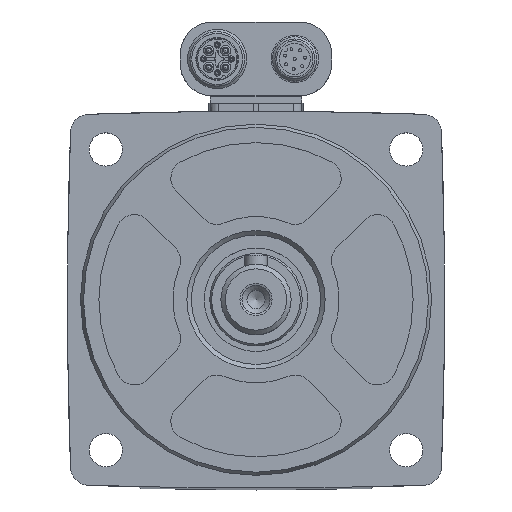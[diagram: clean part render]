
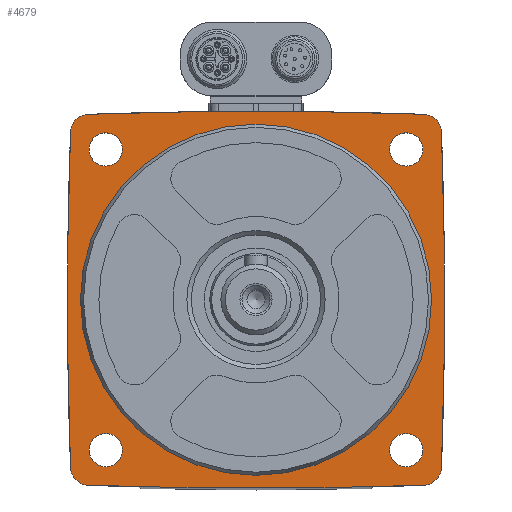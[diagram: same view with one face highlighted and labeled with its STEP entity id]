
A CAD part, top view. The second image highlights one B-rep face of the part: STEP entity #4679.
In plain terms, the highlighted planar face has unit normal (0, 0, 1).
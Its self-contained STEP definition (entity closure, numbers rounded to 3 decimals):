
#879=ORIENTED_EDGE('',*,*,#2211,.T.);
#880=ORIENTED_EDGE('',*,*,#2212,.T.);
#881=ORIENTED_EDGE('',*,*,#2213,.T.);
#882=ORIENTED_EDGE('',*,*,#2214,.T.);
#883=ORIENTED_EDGE('',*,*,#2215,.T.);
#884=ORIENTED_EDGE('',*,*,#2216,.T.);
#885=ORIENTED_EDGE('',*,*,#2217,.T.);
#886=ORIENTED_EDGE('',*,*,#2218,.T.);
#887=ORIENTED_EDGE('',*,*,#2219,.F.);
#888=ORIENTED_EDGE('',*,*,#2220,.F.);
#889=ORIENTED_EDGE('',*,*,#2221,.F.);
#890=ORIENTED_EDGE('',*,*,#2222,.F.);
#891=ORIENTED_EDGE('',*,*,#2223,.F.);
#2211=EDGE_CURVE('',#2877,#2878,#3357,.T.);
#2212=EDGE_CURVE('',#2878,#2879,#3358,.T.);
#2213=EDGE_CURVE('',#2879,#2880,#3359,.T.);
#2214=EDGE_CURVE('',#2880,#2881,#3360,.T.);
#2215=EDGE_CURVE('',#2881,#2882,#3361,.T.);
#2216=EDGE_CURVE('',#2882,#2883,#3362,.T.);
#2217=EDGE_CURVE('',#2883,#2884,#3363,.T.);
#2218=EDGE_CURVE('',#2884,#2877,#3364,.T.);
#2219=EDGE_CURVE('',#2885,#2885,#3365,.T.);
#2220=EDGE_CURVE('',#2886,#2886,#3366,.T.);
#2221=EDGE_CURVE('',#2887,#2887,#3367,.T.);
#2222=EDGE_CURVE('',#2888,#2888,#3368,.T.);
#2223=EDGE_CURVE('',#2889,#2889,#3369,.T.);
#2877=VERTEX_POINT('',#7200);
#2878=VERTEX_POINT('',#7201);
#2879=VERTEX_POINT('',#7203);
#2880=VERTEX_POINT('',#7205);
#2881=VERTEX_POINT('',#7207);
#2882=VERTEX_POINT('',#7209);
#2883=VERTEX_POINT('',#7211);
#2884=VERTEX_POINT('',#7213);
#2885=VERTEX_POINT('',#7216);
#2886=VERTEX_POINT('',#7218);
#2887=VERTEX_POINT('',#7220);
#2888=VERTEX_POINT('',#7222);
#2889=VERTEX_POINT('',#7224);
#3357=CIRCLE('',#5007,5.);
#3358=CIRCLE('',#5008,1250.5);
#3359=CIRCLE('',#5009,5.);
#3360=CIRCLE('',#5010,1250.5);
#3361=CIRCLE('',#5011,5.);
#3362=CIRCLE('',#5012,1250.5);
#3363=CIRCLE('',#5013,5.);
#3364=CIRCLE('',#5014,1250.5);
#3365=CIRCLE('',#5015,4.5);
#3366=CIRCLE('',#5016,4.5);
#3367=CIRCLE('',#5017,4.5);
#3368=CIRCLE('',#5018,4.5);
#3369=CIRCLE('',#5019,47.5);
#3644=EDGE_LOOP('',(#879,#880,#881,#882,#883,#884,#885,#886));
#3645=EDGE_LOOP('',(#887));
#3646=EDGE_LOOP('',(#888));
#3647=EDGE_LOOP('',(#889));
#3648=EDGE_LOOP('',(#890));
#3649=EDGE_LOOP('',(#891));
#4091=FACE_BOUND('',#3644,.T.);
#4092=FACE_BOUND('',#3645,.T.);
#4093=FACE_BOUND('',#3646,.T.);
#4094=FACE_BOUND('',#3647,.T.);
#4095=FACE_BOUND('',#3648,.T.);
#4096=FACE_BOUND('',#3649,.T.);
#4539=PLANE('',#5006);
#4679=ADVANCED_FACE('',(#4091,#4092,#4093,#4094,#4095,#4096),#4539,.T.);
#5006=AXIS2_PLACEMENT_3D('',#7198,#5636,#5637);
#5007=AXIS2_PLACEMENT_3D('',#7199,#5638,#5639);
#5008=AXIS2_PLACEMENT_3D('',#7202,#5640,#5641);
#5009=AXIS2_PLACEMENT_3D('',#7204,#5642,#5643);
#5010=AXIS2_PLACEMENT_3D('',#7206,#5644,#5645);
#5011=AXIS2_PLACEMENT_3D('',#7208,#5646,#5647);
#5012=AXIS2_PLACEMENT_3D('',#7210,#5648,#5649);
#5013=AXIS2_PLACEMENT_3D('',#7212,#5650,#5651);
#5014=AXIS2_PLACEMENT_3D('',#7214,#5652,#5653);
#5015=AXIS2_PLACEMENT_3D('',#7215,#5654,#5655);
#5016=AXIS2_PLACEMENT_3D('',#7217,#5656,#5657);
#5017=AXIS2_PLACEMENT_3D('',#7219,#5658,#5659);
#5018=AXIS2_PLACEMENT_3D('',#7221,#5660,#5661);
#5019=AXIS2_PLACEMENT_3D('',#7223,#5662,#5663);
#5636=DIRECTION('',(0.,0.,1.));
#5637=DIRECTION('',(1.,0.,0.));
#5638=DIRECTION('',(0.,0.,1.));
#5639=DIRECTION('',(1.,0.,0.));
#5640=DIRECTION('',(0.,0.,1.));
#5641=DIRECTION('',(1.,0.,0.));
#5642=DIRECTION('',(0.,0.,1.));
#5643=DIRECTION('',(1.,0.,0.));
#5644=DIRECTION('',(0.,0.,1.));
#5645=DIRECTION('',(1.,0.,0.));
#5646=DIRECTION('',(0.,0.,1.));
#5647=DIRECTION('',(1.,0.,0.));
#5648=DIRECTION('',(0.,0.,1.));
#5649=DIRECTION('',(1.,0.,0.));
#5650=DIRECTION('',(0.,0.,1.));
#5651=DIRECTION('',(1.,0.,0.));
#5652=DIRECTION('',(0.,0.,1.));
#5653=DIRECTION('',(1.,0.,0.));
#5654=DIRECTION('',(0.,0.,1.));
#5655=DIRECTION('',(1.,0.,0.));
#5656=DIRECTION('',(0.,0.,1.));
#5657=DIRECTION('',(1.,0.,0.));
#5658=DIRECTION('',(0.,0.,1.));
#5659=DIRECTION('',(1.,0.,0.));
#5660=DIRECTION('',(0.,0.,1.));
#5661=DIRECTION('',(1.,0.,0.));
#5662=DIRECTION('',(0.,0.,1.));
#5663=DIRECTION('',(1.,0.,0.));
#7198=CARTESIAN_POINT('',(577.16,22.59,0.));
#7199=CARTESIAN_POINT('',(-45.18,45.18,0.));
#7200=CARTESIAN_POINT('',(-45.362,50.177,0.));
#7201=CARTESIAN_POINT('',(-50.177,45.362,0.));
#7202=CARTESIAN_POINT('',(1199.5,0.,0.));
#7203=CARTESIAN_POINT('',(-50.177,-45.362,0.));
#7204=CARTESIAN_POINT('',(-45.18,-45.18,0.));
#7205=CARTESIAN_POINT('',(-45.362,-50.177,0.));
#7206=CARTESIAN_POINT('',(0.,1199.5,0.));
#7207=CARTESIAN_POINT('',(45.362,-50.177,0.));
#7208=CARTESIAN_POINT('',(45.18,-45.18,0.));
#7209=CARTESIAN_POINT('',(50.177,-45.362,0.));
#7210=CARTESIAN_POINT('',(-1199.5,0.,0.));
#7211=CARTESIAN_POINT('',(50.177,45.362,0.));
#7212=CARTESIAN_POINT('',(45.18,45.18,0.));
#7213=CARTESIAN_POINT('',(45.362,50.177,0.));
#7214=CARTESIAN_POINT('',(0.,-1199.5,0.));
#7215=CARTESIAN_POINT('',(40.659,40.659,0.));
#7216=CARTESIAN_POINT('',(45.159,40.659,0.));
#7217=CARTESIAN_POINT('',(40.659,-40.659,0.));
#7218=CARTESIAN_POINT('',(45.159,-40.659,0.));
#7219=CARTESIAN_POINT('',(-40.659,40.659,0.));
#7220=CARTESIAN_POINT('',(-36.159,40.659,0.));
#7221=CARTESIAN_POINT('',(-40.659,-40.659,0.));
#7222=CARTESIAN_POINT('',(-36.159,-40.659,0.));
#7223=CARTESIAN_POINT('',(0.,0.,0.));
#7224=CARTESIAN_POINT('',(47.5,0.,0.));
